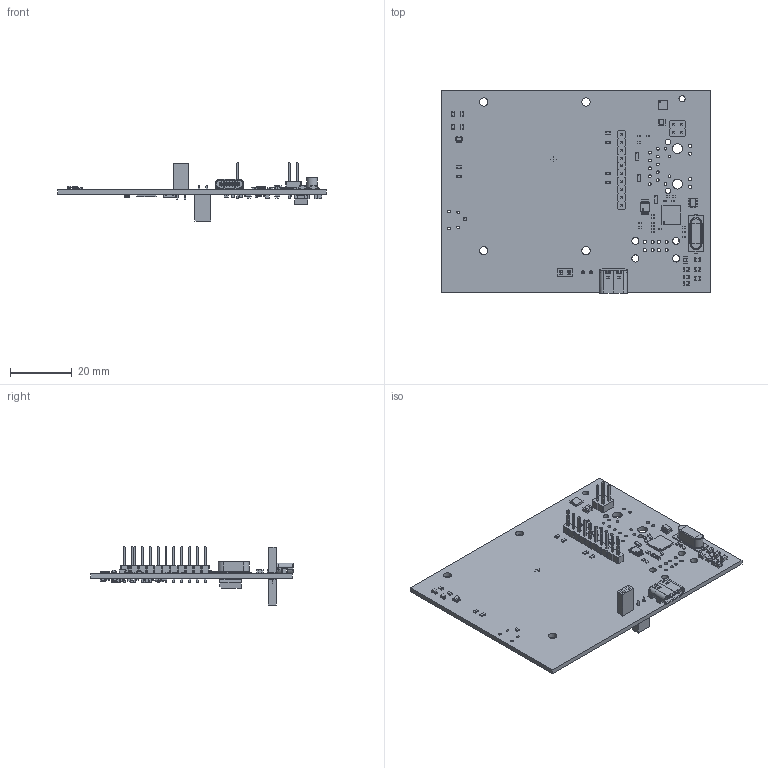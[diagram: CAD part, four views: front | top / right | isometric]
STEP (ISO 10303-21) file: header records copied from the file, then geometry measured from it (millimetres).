
FILE_DESCRIPTION(('KiCad electronic assembly'),'2;1');
FILE_NAME('or.step','2025-11-29T12:52:44',('Pcbnew'),('Kicad'), 'Open CASCADE STEP processor 7.6','KiCad to STEP converter','Unknown' );
FILE_SCHEMA(('AUTOMOTIVE_DESIGN { 1 0 10303 214 1 1 1 1 }'));
Length unit declared in the file: millimetre
Products named in the file (24): or 1; R_0603_1608Metric; C_0402_1005Metric; C_0805_2012Metric; R_0402_1005Metric; QFN-36-1EP_6x6mm_P0.5mm_EP3.7x3.7mm; DFN-14-1EP_3x3mm_P0.4mm_EP1.78x2.35mm; MSOP-10_3x3mm_P0.5mm; SOT-353_SC-70-5; PinSocket_1x02_P2.54mm_Vertical; SOT-23-6; USON-10_2.5x1.0mm_P0.5mm; LED_0603_1608Metric; USB_C_Receptacle_GCT_USB4105-xx-A_16P_TopMnt_Horizontal; Crystal_SMD_HC49-SD; Texas_DRT-3; PinHeader_2x02_P2.54mm_Vertical; L_1008_2520Metric; PinHeader_1x10_P2.54mm_Vertical; Texas_S-PDSO-N12; CP_EIA-7343-31_Kemet-D; R_2512_6332Metric; C_0603_1608Metric; or_PCB
Assembly tree (82 placements, depth 2):
  or 1
    R_0603_1608Metric  x19
    C_0402_1005Metric  x9
    C_0805_2012Metric  x12
    R_0402_1005Metric  x10
    QFN-36-1EP_6x6mm_P0.5mm_EP3.7x3.7mm
    DFN-14-1EP_3x3mm_P0.4mm_EP1.78x2.35mm
    MSOP-10_3x3mm_P0.5mm
    SOT-353_SC-70-5
    PinSocket_1x02_P2.54mm_Vertical  x2
    SOT-23-6
    USON-10_2.5x1.0mm_P0.5mm  x3
    LED_0603_1608Metric  x4
    USB_C_Receptacle_GCT_USB4105-xx-A_16P_TopMnt_Horizontal
    Crystal_SMD_HC49-SD
    Texas_DRT-3
    PinHeader_2x02_P2.54mm_Vertical
    L_1008_2520Metric
    PinHeader_1x10_P2.54mm_Vertical
    Texas_S-PDSO-N12
    CP_EIA-7343-31_Kemet-D
    R_2512_6332Metric
    C_0603_1608Metric  x8
    or_PCB
Bounding box: 86.63 x 65.25 x 18.72 mm (x, y, z)
Volume: 9305.9 mm3; surface area: 14589.7 mm2
Topology: 117 solids, 117 shells, 4192 faces, 10932 edges, 7076 vertices
Faces by surface type: plane 3037, cylinder 1032, bspline 113, cone 8, torus 2
Full cylindrical faces by diameter (mm): 0.2 x8, 0.4 x1, 0.5 x5, 0.65 x2, 0.9 x14, 1 x26, 1.02 x4, 1.7 x2, 2 x1, 2.3 x4, 2.7 x4, 3.2 x2
Entity records: 74710 total; most frequent: CARTESIAN_POINT 14501, ORIENTED_EDGE 12550, DIRECTION 11819, EDGE_CURVE 6275, LINE 5203, VECTOR 5203, VERTEX_POINT 4018, AXIS2_PLACEMENT_3D 3308
